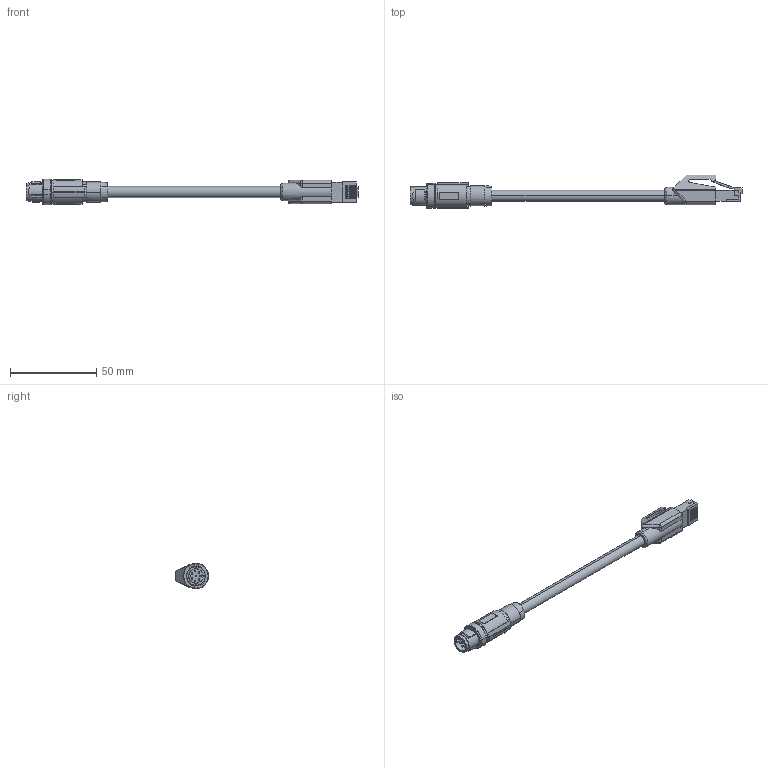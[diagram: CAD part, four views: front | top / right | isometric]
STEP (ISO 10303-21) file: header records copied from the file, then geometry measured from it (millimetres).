
FILE_DESCRIPTION(('SolidDesigner STEP Export'),'2;1');
FILE_NAME('1406117_NBC_MS__2.0_94B_R4AC_SCO_US-select.stp','2013-06-06T11:43:53',(''),(''),'Creo Elements/Direct Modeling STEP processor for AP214 (Solid Model)','Creo Elements/Direct Modeling 18.1 06-May-2012 (C) Parametric Technology GmbH','');
FILE_SCHEMA(('AUTOMOTIVE_DESIGN { 1 0 10303 214 1 1 1 1 }'));
Length unit declared in the file: millimetre
Products named in the file (1): 1406117_NBC_MS__2.0_94B_R4AC_SCO_US-select
Bounding box: 191.95 x 19.5 x 14.79 mm (x, y, z)
Volume: 14239.2 mm3; surface area: 7267.8 mm2
Topology: 1 solids, 1 shells, 270 faces, 732 edges, 480 vertices
Faces by surface type: plane 169, cylinder 69, cone 22, bspline 6, sphere 2, torus 2
Entity records: 13897 total; most frequent: CARTESIAN_POINT 5224, ORIENTED_EDGE 1460, DIRECTION 1166, EDGE_CURVE 730, VERTEX_POINT 480, VECTOR 450, LINE 450, AXIS2_PLACEMENT_3D 358
